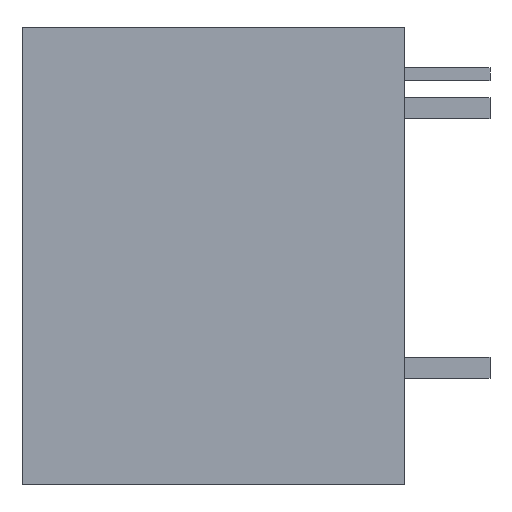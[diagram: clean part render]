
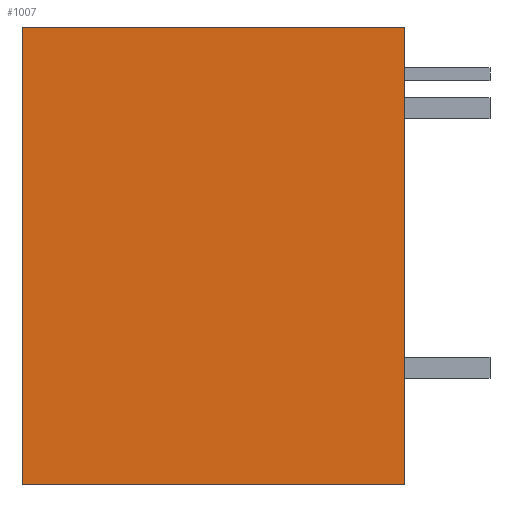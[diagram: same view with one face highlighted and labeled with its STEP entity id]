
A CAD part, left-side view. The second image highlights one B-rep face of the part: STEP entity #1007.
In plain terms, the highlighted planar face has unit normal (-1, 0, 0).
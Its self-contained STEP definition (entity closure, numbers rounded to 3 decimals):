
#103 = CARTESIAN_POINT ( 'NONE',  ( -7.7, 0., -10.75 ) ) ;
#104 = CARTESIAN_POINT ( 'NONE',  ( -7.7, 18., -10.75 ) ) ;
#163 = VERTEX_POINT ( 'NONE', #981 ) ;
#176 = VERTEX_POINT ( 'NONE', #295 ) ;
#186 = CARTESIAN_POINT ( 'NONE',  ( -7.7, 0., -10.75 ) ) ;
#201 = DIRECTION ( 'NONE',  ( 1., 0., 0. ) ) ;
#224 = VECTOR ( 'NONE', #894, 1000. ) ;
#251 = DIRECTION ( 'NONE',  ( 0., -1., 0. ) ) ;
#295 = CARTESIAN_POINT ( 'NONE',  ( -7.7, 18., -10.75 ) ) ;
#299 = AXIS2_PLACEMENT_3D ( 'NONE', #755, #201, #837 ) ;
#325 = FACE_OUTER_BOUND ( 'NONE', #645, .T. ) ;
#329 = CARTESIAN_POINT ( 'NONE',  ( -7.7, 18., -10.75 ) ) ;
#345 = ORIENTED_EDGE ( 'NONE', *, *, #505, .T. ) ;
#354 = LINE ( 'NONE', #104, #375 ) ;
#375 = VECTOR ( 'NONE', #422, 1000. ) ;
#417 = ORIENTED_EDGE ( 'NONE', *, *, #460, .F. ) ;
#422 = DIRECTION ( 'NONE',  ( 0., 0., 1. ) ) ;
#460 = EDGE_CURVE ( 'NONE', #855, #163, #543, .T. ) ;
#505 = EDGE_CURVE ( 'NONE', #176, #558, #663, .T. ) ;
#534 = CARTESIAN_POINT ( 'NONE',  ( -7.7, 18., 10.75 ) ) ;
#543 = LINE ( 'NONE', #877, #968 ) ;
#558 = VERTEX_POINT ( 'NONE', #103 ) ;
#572 = LINE ( 'NONE', #186, #224 ) ;
#644 = PLANE ( 'NONE',  #299 ) ;
#645 = EDGE_LOOP ( 'NONE', ( #704, #417, #815, #345 ) ) ;
#655 = DIRECTION ( 'NONE',  ( 0., -1., 0. ) ) ;
#663 = LINE ( 'NONE', #329, #1018 ) ;
#704 = ORIENTED_EDGE ( 'NONE', *, *, #970, .T. ) ;
#718 = EDGE_CURVE ( 'NONE', #176, #855, #354, .T. ) ;
#755 = CARTESIAN_POINT ( 'NONE',  ( -7.7, 18., -10.75 ) ) ;
#815 = ORIENTED_EDGE ( 'NONE', *, *, #718, .F. ) ;
#837 = DIRECTION ( 'NONE',  ( 0., 0., -1. ) ) ;
#855 = VERTEX_POINT ( 'NONE', #534 ) ;
#877 = CARTESIAN_POINT ( 'NONE',  ( -7.7, 18., 10.75 ) ) ;
#894 = DIRECTION ( 'NONE',  ( 0., 0., 1. ) ) ;
#968 = VECTOR ( 'NONE', #251, 1000. ) ;
#970 = EDGE_CURVE ( 'NONE', #558, #163, #572, .T. ) ;
#981 = CARTESIAN_POINT ( 'NONE',  ( -7.7, 0., 10.75 ) ) ;
#1007 = ADVANCED_FACE ( 'NONE', ( #325 ), #644, .F. ) ;
#1018 = VECTOR ( 'NONE', #655, 1000. ) ;
